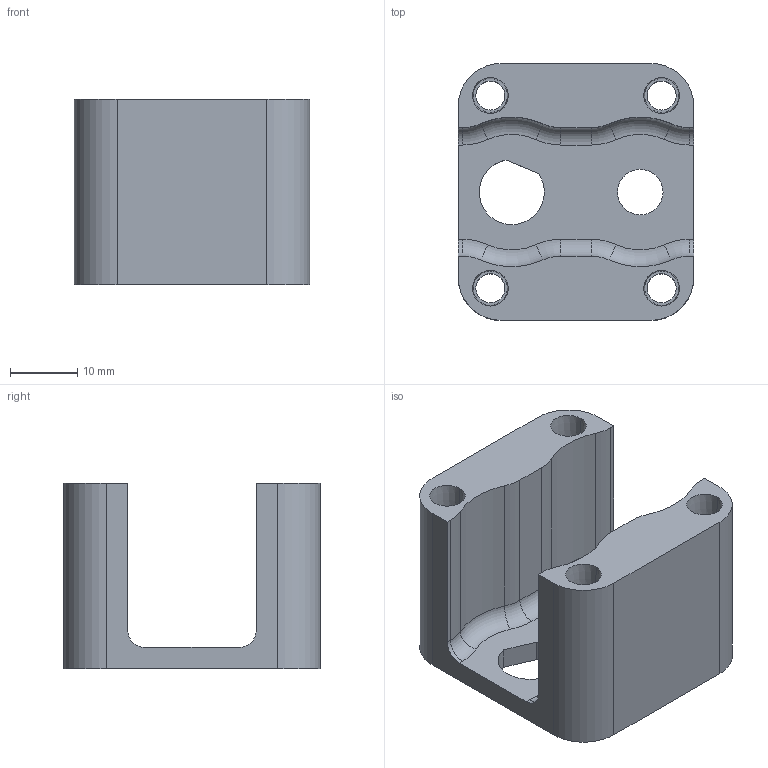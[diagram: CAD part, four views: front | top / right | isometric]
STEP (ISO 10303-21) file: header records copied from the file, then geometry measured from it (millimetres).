
FILE_DESCRIPTION (( 'STEP AP214' ), '1' );
FILE_NAME ('Select JETT Mechanism Mount.STEP', '2021-04-17T22:41:48', ( '' ), ( '' ), 'SwSTEP 2.0', 'SolidWorks 2019', '' );
FILE_SCHEMA (( 'AUTOMOTIVE_DESIGN' ));
Length unit declared in the file: inch
Products named in the file (1): Select JETT Mechanism Mount
Bounding box: 34.92 x 38.1 x 27.55 mm (x, y, z)
Volume: 16312 mm3; surface area: 8418.4 mm2
Topology: 1 solids, 1 shells, 74 faces, 188 edges, 120 vertices
Faces by surface type: cylinder 35, plane 19, torus 12, cone 8
Entity records: 2334 total; most frequent: DIRECTION 444, CARTESIAN_POINT 383, ORIENTED_EDGE 376, EDGE_CURVE 188, AXIS2_PLACEMENT_3D 181, VERTEX_POINT 120, CIRCLE 106, EDGE_LOOP 90
